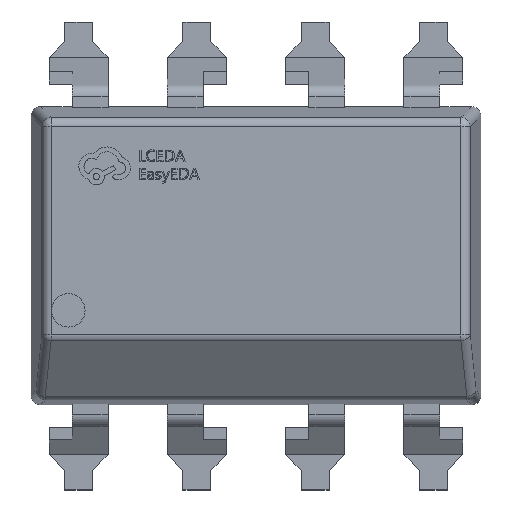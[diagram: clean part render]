
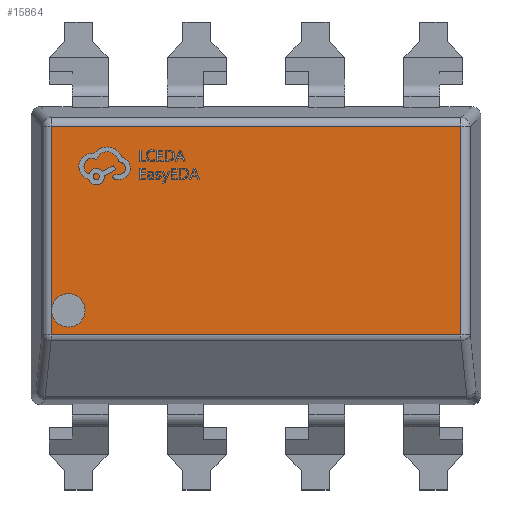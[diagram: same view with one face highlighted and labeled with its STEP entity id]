
A CAD part, top view. The second image highlights one B-rep face of the part: STEP entity #15864.
In plain terms, the highlighted planar face has unit normal (0, 0, 1).
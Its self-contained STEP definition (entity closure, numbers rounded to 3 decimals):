
#546 = AXIS2_PLACEMENT_3D ( 'NONE', #2237, #11043, #21815 ) ;
#1293 = EDGE_CURVE ( 'NONE', #14310, #4931, #14853, .T. ) ;
#1913 = EDGE_CURVE ( 'NONE', #14081, #13873, #2637, .T. ) ;
#2237 = CARTESIAN_POINT ( 'NONE',  ( 0., 0., 1.825 ) ) ;
#2257 = CARTESIAN_POINT ( 'NONE',  ( -4.574, 2.77, 1.825 ) ) ;
#2637 = CIRCLE ( 'NONE', #10517, 0.358 ) ;
#2796 = CARTESIAN_POINT ( 'NONE',  ( -4.029, -1.176, 1.825 ) ) ;
#3028 = CARTESIAN_POINT ( 'NONE',  ( 4.4, 2.944, 1.825 ) ) ;
#3285 = VERTEX_POINT ( 'NONE', #9250 ) ;
#3759 = EDGE_LOOP ( 'NONE', ( #19124, #20404, #20188, #17084 ) ) ;
#4833 = VECTOR ( 'NONE', #14912, 1000. ) ;
#4931 = VERTEX_POINT ( 'NONE', #11715 ) ;
#5053 = FACE_OUTER_BOUND ( 'NONE', #3759, .T. ) ;
#5204 = ORIENTED_EDGE ( 'NONE', *, *, #6358, .F. ) ;
#5779 = EDGE_CURVE ( 'NONE', #4931, #3285, #8163, .T. ) ;
#6004 = DIRECTION ( 'NONE',  ( 0., 0., 1. ) ) ;
#6118 = EDGE_CURVE ( 'NONE', #9584, #14310, #22687, .T. ) ;
#6358 = EDGE_CURVE ( 'NONE', #13873, #14081, #10110, .T. ) ;
#7393 = LINE ( 'NONE', #2257, #4833 ) ;
#7472 = AXIS2_PLACEMENT_3D ( 'NONE', #12713, #6004, #16366 ) ;
#8163 = LINE ( 'NONE', #3028, #21827 ) ;
#8842 = ORIENTED_EDGE ( 'NONE', *, *, #1913, .F. ) ;
#9103 = VECTOR ( 'NONE', #17075, 1000. ) ;
#9175 = DIRECTION ( 'NONE',  ( 1., 0., 0. ) ) ;
#9250 = CARTESIAN_POINT ( 'NONE',  ( 4.4, 2.77, 1.825 ) ) ;
#9584 = VERTEX_POINT ( 'NONE', #17325 ) ;
#10035 = CARTESIAN_POINT ( 'NONE',  ( -4.4, -1.769, 1.825 ) ) ;
#10110 = CIRCLE ( 'NONE', #7472, 0.358 ) ;
#10517 = AXIS2_PLACEMENT_3D ( 'NONE', #2796, #14692, #9175 ) ;
#10869 = VECTOR ( 'NONE', #18506, 1000. ) ;
#11043 = DIRECTION ( 'NONE',  ( 0., 0., 1. ) ) ;
#11715 = CARTESIAN_POINT ( 'NONE',  ( 4.4, -1.702, 1.825 ) ) ;
#12713 = CARTESIAN_POINT ( 'NONE',  ( -4.029, -1.176, 1.825 ) ) ;
#13462 = DIRECTION ( 'NONE',  ( 0., 1., 0. ) ) ;
#13873 = VERTEX_POINT ( 'NONE', #14591 ) ;
#14081 = VERTEX_POINT ( 'NONE', #22492 ) ;
#14310 = VERTEX_POINT ( 'NONE', #19614 ) ;
#14591 = CARTESIAN_POINT ( 'NONE',  ( -4.388, -1.176, 1.825 ) ) ;
#14692 = DIRECTION ( 'NONE',  ( 0., 0., 1. ) ) ;
#14828 = EDGE_CURVE ( 'NONE', #3285, #9584, #7393, .T. ) ;
#14853 = LINE ( 'NONE', #20247, #10869 ) ;
#14912 = DIRECTION ( 'NONE',  ( -1., 0., 0. ) ) ;
#15726 = PLANE ( 'NONE',  #546 ) ;
#15864 = ADVANCED_FACE ( 'NONE', ( #5053, #22995 ), #15726, .T. ) ;
#16366 = DIRECTION ( 'NONE',  ( 1., 0., 0. ) ) ;
#17075 = DIRECTION ( 'NONE',  ( 0., -1., 0. ) ) ;
#17084 = ORIENTED_EDGE ( 'NONE', *, *, #14828, .T. ) ;
#17325 = CARTESIAN_POINT ( 'NONE',  ( -4.4, 2.77, 1.825 ) ) ;
#18322 = EDGE_LOOP ( 'NONE', ( #8842, #5204 ) ) ;
#18506 = DIRECTION ( 'NONE',  ( 1., 0., 0. ) ) ;
#19124 = ORIENTED_EDGE ( 'NONE', *, *, #6118, .T. ) ;
#19614 = CARTESIAN_POINT ( 'NONE',  ( -4.4, -1.702, 1.825 ) ) ;
#20188 = ORIENTED_EDGE ( 'NONE', *, *, #5779, .T. ) ;
#20247 = CARTESIAN_POINT ( 'NONE',  ( 0., -1.702, 1.825 ) ) ;
#20404 = ORIENTED_EDGE ( 'NONE', *, *, #1293, .T. ) ;
#21815 = DIRECTION ( 'NONE',  ( 1., 0., 0. ) ) ;
#21827 = VECTOR ( 'NONE', #13462, 1000. ) ;
#22492 = CARTESIAN_POINT ( 'NONE',  ( -3.671, -1.176, 1.825 ) ) ;
#22687 = LINE ( 'NONE', #10035, #9103 ) ;
#22995 = FACE_BOUND ( 'NONE', #18322, .T. ) ;
